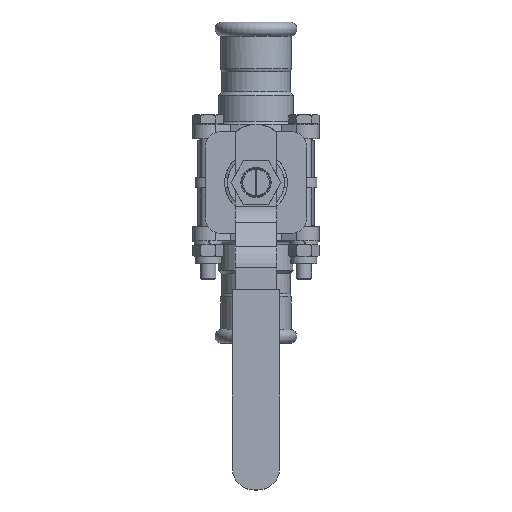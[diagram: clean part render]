
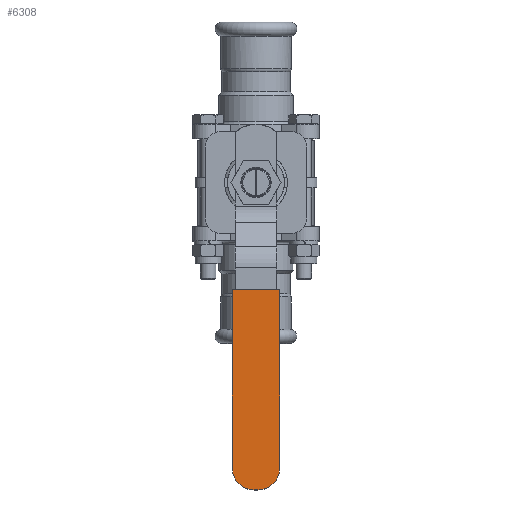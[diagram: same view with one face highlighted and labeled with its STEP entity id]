
A CAD part, top view. The second image highlights one B-rep face of the part: STEP entity #6308.
In plain terms, the highlighted planar face has unit normal (0, 0, 1).
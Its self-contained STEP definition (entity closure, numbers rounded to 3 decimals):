
#453=PLANE('',#7078);
#832=FACE_OUTER_BOUND('',#1245,.T.);
#1245=EDGE_LOOP('',(#5669,#5670,#5671,#5672,#5673,#5674));
#1611=CIRCLE('',#6994,14.);
#1613=CIRCLE('',#6999,14.);
#1949=LINE('',#10971,#2324);
#2034=LINE('',#11239,#2409);
#2035=LINE('',#11241,#2410);
#2036=LINE('',#11242,#2411);
#2324=VECTOR('',#8677,10.);
#2409=VECTOR('',#8928,10.);
#2410=VECTOR('',#8929,10.);
#2411=VECTOR('',#8930,10.);
#2912=VERTEX_POINT('',#10961);
#2913=VERTEX_POINT('',#10963);
#2915=VERTEX_POINT('',#10969);
#2919=VERTEX_POINT('',#10981);
#3003=VERTEX_POINT('',#11238);
#3004=VERTEX_POINT('',#11240);
#3784=EDGE_CURVE('',#2912,#2913,#1611,.T.);
#3788=EDGE_CURVE('',#2915,#2912,#1949,.T.);
#3793=EDGE_CURVE('',#2919,#2915,#1613,.T.);
#3918=EDGE_CURVE('',#2919,#3003,#2034,.T.);
#3919=EDGE_CURVE('',#3004,#3003,#2035,.T.);
#3920=EDGE_CURVE('',#2913,#3004,#2036,.T.);
#5669=ORIENTED_EDGE('',*,*,#3784,.F.);
#5670=ORIENTED_EDGE('',*,*,#3788,.F.);
#5671=ORIENTED_EDGE('',*,*,#3793,.F.);
#5672=ORIENTED_EDGE('',*,*,#3918,.T.);
#5673=ORIENTED_EDGE('',*,*,#3919,.F.);
#5674=ORIENTED_EDGE('',*,*,#3920,.F.);
#6308=ADVANCED_FACE('',(#832),#453,.T.);
#6994=AXIS2_PLACEMENT_3D('',#10964,#8670,#8671);
#6999=AXIS2_PLACEMENT_3D('',#10982,#8687,#8688);
#7078=AXIS2_PLACEMENT_3D('',#11237,#8926,#8927);
#8670=DIRECTION('center_axis',(0.,0.,-1.));
#8671=DIRECTION('ref_axis',(-0.707,-0.707,0.));
#8677=DIRECTION('',(-1.,0.,0.));
#8687=DIRECTION('center_axis',(0.,0.,-1.));
#8688=DIRECTION('ref_axis',(0.707,-0.707,0.));
#8926=DIRECTION('center_axis',(0.,0.,1.));
#8927=DIRECTION('ref_axis',(1.,0.,0.));
#8928=DIRECTION('',(0.,1.,0.));
#8929=DIRECTION('',(1.,0.,0.));
#8930=DIRECTION('',(0.,1.,0.));
#10961=CARTESIAN_POINT('',(-1.25,-198.,104.));
#10963=CARTESIAN_POINT('',(-15.25,-184.,104.));
#10964=CARTESIAN_POINT('Origin',(-1.25,-184.,104.));
#10969=CARTESIAN_POINT('',(1.25,-198.,104.));
#10971=CARTESIAN_POINT('',(15.25,-198.,104.));
#10981=CARTESIAN_POINT('',(15.25,-184.,104.));
#10982=CARTESIAN_POINT('Origin',(1.25,-184.,104.));
#11237=CARTESIAN_POINT('Origin',(-15.25,-198.,104.));
#11238=CARTESIAN_POINT('',(15.25,-69.,104.));
#11239=CARTESIAN_POINT('',(15.25,-198.,104.));
#11240=CARTESIAN_POINT('',(-15.25,-69.,104.));
#11241=CARTESIAN_POINT('',(15.25,-69.,104.));
#11242=CARTESIAN_POINT('',(-15.25,-198.,104.));
